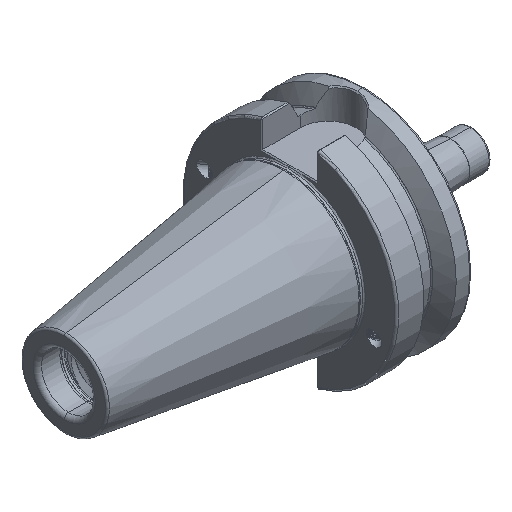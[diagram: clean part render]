
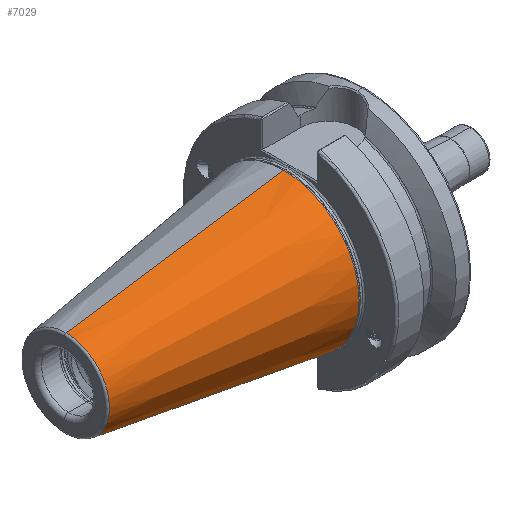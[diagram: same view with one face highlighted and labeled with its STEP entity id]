
A CAD part, isometric view. The second image highlights one B-rep face of the part: STEP entity #7029.
In plain terms, the highlighted conical face has half-angle 8.297 degrees and reference radius 34.998 mm.
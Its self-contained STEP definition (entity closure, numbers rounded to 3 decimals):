
#59 = CONICAL_SURFACE ( 'NONE', #987, 34.998, 0.145 ) ;
#163 = CIRCLE ( 'NONE', #6630, 34.998 ) ;
#164 = CIRCLE ( 'NONE', #6629, 20.204 ) ;
#590 = CARTESIAN_POINT ( 'NONE',  ( -2.5, 0., 0. ) ) ;
#591 = DIRECTION ( 'NONE',  ( -1., 0., 0. ) ) ;
#592 = DIRECTION ( 'NONE',  ( 0., 0., 1. ) ) ;
#593 = CARTESIAN_POINT ( 'NONE',  ( -103.944, 0., 0. ) ) ;
#594 = DIRECTION ( 'NONE',  ( -1., 0., 0. ) ) ;
#595 = DIRECTION ( 'NONE',  ( 0., 0., 1. ) ) ;
#984 = FACE_OUTER_BOUND ( 'NONE', #3794, .T. ) ;
#987 = AXIS2_PLACEMENT_3D ( 'NONE', #10804, #10805, #10806 ) ;
#3794 = EDGE_LOOP ( 'NONE', ( #7219, #7218, #7217, #7221 ) ) ;
#4814 = CARTESIAN_POINT ( 'NONE',  ( -103.944, 0., -20.204 ) ) ;
#4815 = CARTESIAN_POINT ( 'NONE',  ( -103.944, 0., 20.204 ) ) ;
#4816 = CARTESIAN_POINT ( 'NONE',  ( -2.5, 0., 34.998 ) ) ;
#4817 = CARTESIAN_POINT ( 'NONE',  ( -2.5, 0., -34.998 ) ) ;
#4850 = LINE ( 'NONE', #4851, #13687 ) ;
#4851 = CARTESIAN_POINT ( 'NONE',  ( -2.5, 0., 34.998 ) ) ;
#4852 = DIRECTION ( 'NONE',  ( 0.99, 0., 0.144 ) ) ;
#4859 = LINE ( 'NONE', #4860, #13691 ) ;
#4860 = CARTESIAN_POINT ( 'NONE',  ( -2.5, 0., -34.998 ) ) ;
#4861 = DIRECTION ( 'NONE',  ( 0.99, 0., -0.144 ) ) ;
#6629 = AXIS2_PLACEMENT_3D ( 'NONE', #593, #594, #595 ) ;
#6630 = AXIS2_PLACEMENT_3D ( 'NONE', #590, #591, #592 ) ;
#7029 = ADVANCED_FACE ( 'NONE', ( #984 ), #59, .T. ) ;
#7217 = ORIENTED_EDGE ( 'NONE', *, *, #12395, .T. ) ;
#7218 = ORIENTED_EDGE ( 'NONE', *, *, #13274, .F. ) ;
#7219 = ORIENTED_EDGE ( 'NONE', *, *, #12392, .F. ) ;
#7221 = ORIENTED_EDGE ( 'NONE', *, *, #13273, .T. ) ;
#10804 = CARTESIAN_POINT ( 'NONE',  ( -2.5, 0., 0. ) ) ;
#10805 = DIRECTION ( 'NONE',  ( 1., 0., 0. ) ) ;
#10806 = DIRECTION ( 'NONE',  ( 0., 0., -1. ) ) ;
#11491 = VERTEX_POINT ( 'NONE', #4814 ) ;
#11492 = VERTEX_POINT ( 'NONE', #4815 ) ;
#11493 = VERTEX_POINT ( 'NONE', #4816 ) ;
#11494 = VERTEX_POINT ( 'NONE', #4817 ) ;
#12392 = EDGE_CURVE ( 'NONE', #11492, #11493, #4850, .T. ) ;
#12395 = EDGE_CURVE ( 'NONE', #11491, #11494, #4859, .T. ) ;
#13273 = EDGE_CURVE ( 'NONE', #11494, #11493, #163, .T. ) ;
#13274 = EDGE_CURVE ( 'NONE', #11491, #11492, #164, .T. ) ;
#13687 = VECTOR ( 'NONE', #4852, 1000. ) ;
#13691 = VECTOR ( 'NONE', #4861, 1000. ) ;
